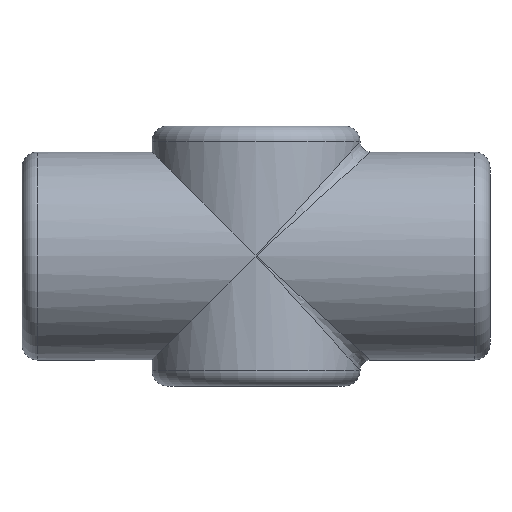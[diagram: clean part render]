
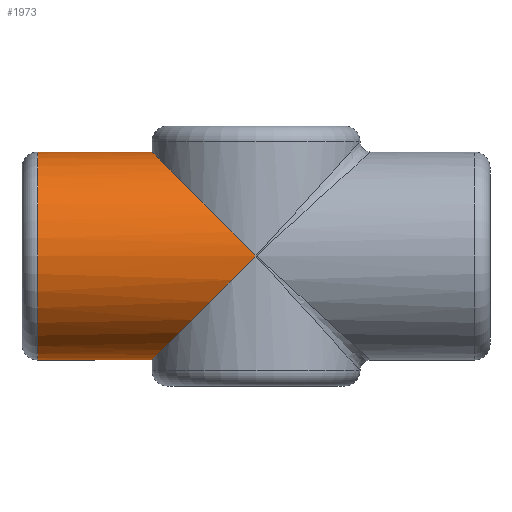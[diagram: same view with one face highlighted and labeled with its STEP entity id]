
A CAD part, front view. The second image highlights one B-rep face of the part: STEP entity #1973.
In plain terms, the highlighted cylindrical face has radius 20 mm (diameter 40 mm), a partial arc.
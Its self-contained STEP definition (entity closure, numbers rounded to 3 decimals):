
#563 = DIRECTION ( 'NONE',  ( 0., 0., 1. ) ) ;
#564 = DIRECTION ( 'NONE',  ( -1., 0., 0. ) ) ;
#565 = CARTESIAN_POINT ( 'NONE',  ( 45.001, 0., 25. ) ) ;
#566 = AXIS2_PLACEMENT_3D ( 'NONE', #565, #564, #563 ) ;
#568 = CYLINDRICAL_SURFACE ( 'NONE', #566, 20. ) ;
#573 = FACE_OUTER_BOUND ( 'NONE', #1828, .T. ) ;
#1365 = VERTEX_POINT ( 'NONE', #2079 ) ;
#1399 = EDGE_CURVE ( 'NONE', #1400, #1557, #2395, .T. ) ;
#1400 = VERTEX_POINT ( 'NONE', #2401 ) ;
#1477 = EDGE_CURVE ( 'NONE', #1365, #1557, #2486, .T. ) ;
#1538 = EDGE_CURVE ( 'NONE', #1539, #1400, #2725, .T. ) ;
#1539 = VERTEX_POINT ( 'NONE', #2687 ) ;
#1557 = VERTEX_POINT ( 'NONE', #2810 ) ;
#1623 = EDGE_CURVE ( 'NONE', #1539, #1627, #3088, .T. ) ;
#1626 = EDGE_CURVE ( 'NONE', #1627, #1365, #3071, .T. ) ;
#1627 = VERTEX_POINT ( 'NONE', #3070 ) ;
#1828 = EDGE_LOOP ( 'NONE', ( #1918, #1964, #1838, #1925, #1926 ) ) ;
#1838 = ORIENTED_EDGE ( 'NONE', *, *, #1623, .F. ) ;
#1918 = ORIENTED_EDGE ( 'NONE', *, *, #1477, .F. ) ;
#1925 = ORIENTED_EDGE ( 'NONE', *, *, #1538, .T. ) ;
#1926 = ORIENTED_EDGE ( 'NONE', *, *, #1399, .T. ) ;
#1964 = ORIENTED_EDGE ( 'NONE', *, *, #1626, .F. ) ;
#1973 = ADVANCED_FACE ( 'NONE', ( #573 ), #568, .T. ) ;
#2079 = CARTESIAN_POINT ( 'NONE',  ( -20., 0., 5. ) ) ;
#2346 = CARTESIAN_POINT ( 'NONE',  ( -42., 0., 25. ) ) ;
#2347 = AXIS2_PLACEMENT_3D ( 'NONE', #2346, #2403, #2402 ) ;
#2395 = CIRCLE ( 'NONE', #2347, 20. ) ;
#2401 = CARTESIAN_POINT ( 'NONE',  ( -42., 0., 45. ) ) ;
#2402 = DIRECTION ( 'NONE',  ( 0., 0., 1. ) ) ;
#2403 = DIRECTION ( 'NONE',  ( 1., 0., 0. ) ) ;
#2483 = DIRECTION ( 'NONE',  ( -1., 0., 0. ) ) ;
#2484 = VECTOR ( 'NONE', #2483, 1000. ) ;
#2485 = CARTESIAN_POINT ( 'NONE',  ( 45.001, 0., 5. ) ) ;
#2486 = LINE ( 'NONE', #2485, #2484 ) ;
#2687 = CARTESIAN_POINT ( 'NONE',  ( -20., 0., 45. ) ) ;
#2717 = DIRECTION ( 'NONE',  ( -1., 0., 0. ) ) ;
#2718 = VECTOR ( 'NONE', #2717, 1000. ) ;
#2719 = CARTESIAN_POINT ( 'NONE',  ( 45.001, 0., 45. ) ) ;
#2725 = LINE ( 'NONE', #2719, #2718 ) ;
#2810 = CARTESIAN_POINT ( 'NONE',  ( -42., 0., 5. ) ) ;
#3066 = CARTESIAN_POINT ( 'NONE',  ( -20., 0., 5. ) ) ;
#3067 = CARTESIAN_POINT ( 'NONE',  ( -20., -11.716, 5. ) ) ;
#3068 = CARTESIAN_POINT ( 'NONE',  ( -11.716, -20., 13.284 ) ) ;
#3069 = CARTESIAN_POINT ( 'NONE',  ( 0., -20., 25. ) ) ;
#3070 = CARTESIAN_POINT ( 'NONE',  ( 0., -20., 25. ) ) ;
#3071 =( BOUNDED_CURVE ( )  B_SPLINE_CURVE ( 3, ( #3069, #3068, #3067, #3066 ),
 .UNSPECIFIED., .F., .T. ) 
 B_SPLINE_CURVE_WITH_KNOTS ( ( 4, 4 ),
 ( 4.712, 6.283 ),
 .UNSPECIFIED. ) 
 CURVE ( )  GEOMETRIC_REPRESENTATION_ITEM ( )  RATIONAL_B_SPLINE_CURVE ( ( 1., 0.805, 0.805, 1. ) ) 
 REPRESENTATION_ITEM ( '' )  );
#3084 = CARTESIAN_POINT ( 'NONE',  ( 0., -20., 25. ) ) ;
#3085 = CARTESIAN_POINT ( 'NONE',  ( -11.716, -20., 36.716 ) ) ;
#3086 = CARTESIAN_POINT ( 'NONE',  ( -20., -11.716, 45. ) ) ;
#3087 = CARTESIAN_POINT ( 'NONE',  ( -20., 0., 45. ) ) ;
#3088 =( BOUNDED_CURVE ( )  B_SPLINE_CURVE ( 3, ( #3087, #3086, #3085, #3084 ),
 .UNSPECIFIED., .F., .T. ) 
 B_SPLINE_CURVE_WITH_KNOTS ( ( 4, 4 ),
 ( 0., 1.571 ),
 .UNSPECIFIED. ) 
 CURVE ( )  GEOMETRIC_REPRESENTATION_ITEM ( )  RATIONAL_B_SPLINE_CURVE ( ( 1., 0.805, 0.805, 1. ) ) 
 REPRESENTATION_ITEM ( '' )  );
